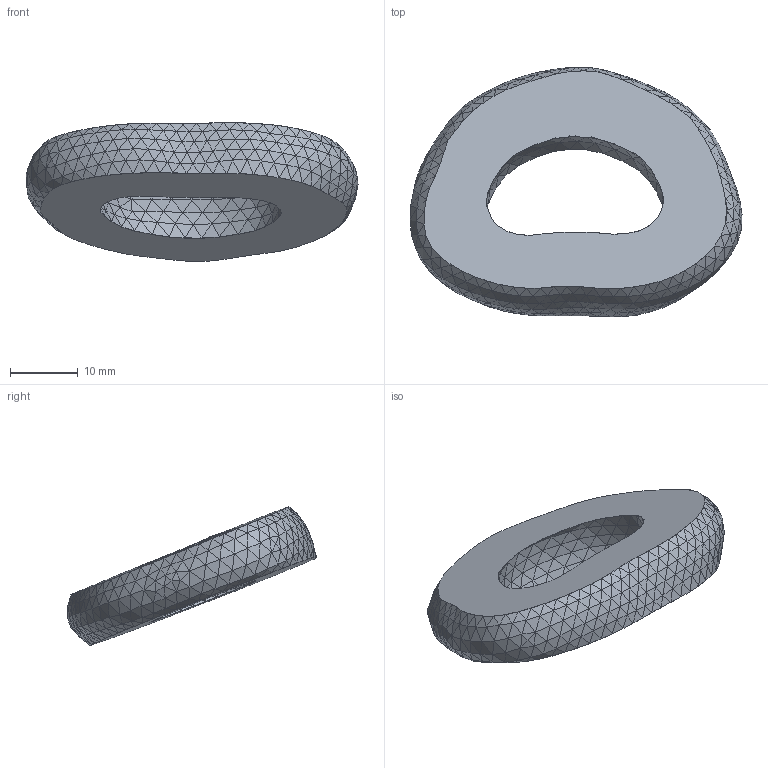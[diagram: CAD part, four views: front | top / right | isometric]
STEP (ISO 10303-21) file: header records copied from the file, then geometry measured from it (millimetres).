
FILE_DESCRIPTION(/* description */ (''),/* implementation_level */ '2;1');
FILE_NAME(/* name */ 'A4.step',/* time_stamp */ '2024-06-06T23:35:05-04:00',/* author */ (''),/* organization */ (''),/* preprocessor_version */ 'ST-DEVELOPER v20',/* originating_system */ 'Autodesk Translation Framework v13.14.0.145',/* authorisation */ '');
FILE_SCHEMA (('AUTOMOTIVE_DESIGN { 1 0 10303 214 3 1 1 }'));
Length unit declared in the file: millimetre
Products named in the file (1): A4
Bounding box: 48.89 x 36.75 x 20.45 mm (x, y, z)
Volume: 8260.1 mm3; surface area: 3654.9 mm2
Topology: 1 solids, 1 shells, 1398 faces, 2584 edges, 1189 vertices
Faces by surface type: plane 1398
Entity records: 31697 total; most frequent: DIRECTION 5382, CARTESIAN_POINT 5172, ORIENTED_EDGE 5168, LINE 2584, VECTOR 2584, EDGE_CURVE 2584, EDGE_LOOP 1401, AXIS2_PLACEMENT_3D 1399
